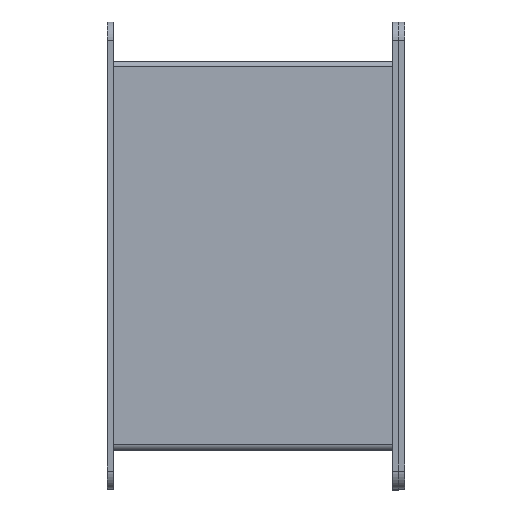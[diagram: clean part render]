
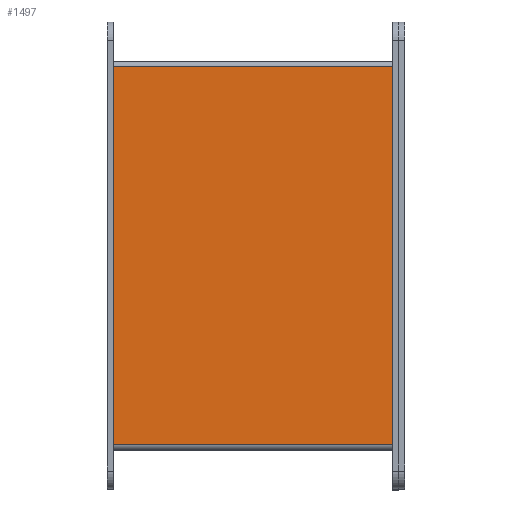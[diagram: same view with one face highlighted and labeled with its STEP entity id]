
A CAD part, top view. The second image highlights one B-rep face of the part: STEP entity #1497.
In plain terms, the highlighted planar face has unit normal (0, 0, 1).
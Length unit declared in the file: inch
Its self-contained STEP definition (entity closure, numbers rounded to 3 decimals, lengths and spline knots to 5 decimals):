
#292 = EDGE_LOOP ( 'NONE', ( #2724, #2155, #1570, #1295 ) ) ;
#329 = CARTESIAN_POINT ( 'NONE',  ( -2.875, 3.892, 4. ) ) ;
#366 = CARTESIAN_POINT ( 'NONE',  ( 2.875, -3.892, 4. ) ) ;
#388 = LINE ( 'NONE', #1239, #3450 ) ;
#433 = CARTESIAN_POINT ( 'NONE',  ( -2.875, 4., 4. ) ) ;
#448 = CARTESIAN_POINT ( 'NONE',  ( -2.875, -3.892, 4. ) ) ;
#530 = VECTOR ( 'NONE', #2283, 39.37008 ) ;
#609 = CARTESIAN_POINT ( 'NONE',  ( 2.875, 3.892, 4. ) ) ;
#630 = VERTEX_POINT ( 'NONE', #329 ) ;
#783 = VERTEX_POINT ( 'NONE', #609 ) ;
#860 = LINE ( 'NONE', #3531, #2251 ) ;
#895 = DIRECTION ( 'NONE',  ( 0., 0., -1. ) ) ;
#1188 = CARTESIAN_POINT ( 'NONE',  ( -2.875, -4., 4. ) ) ;
#1239 = CARTESIAN_POINT ( 'NONE',  ( 2.875, 3.927, 4. ) ) ;
#1295 = ORIENTED_EDGE ( 'NONE', *, *, #3069, .T. ) ;
#1318 = LINE ( 'NONE', #2575, #2636 ) ;
#1497 = ADVANCED_FACE ( 'NONE', ( #2367 ), #2068, .F. ) ;
#1570 = ORIENTED_EDGE ( 'NONE', *, *, #2046, .F. ) ;
#1575 = DIRECTION ( 'NONE',  ( 0., 1., 0. ) ) ;
#1688 = EDGE_CURVE ( 'NONE', #2131, #630, #1911, .T. ) ;
#1884 = DIRECTION ( 'NONE',  ( -1., 0., 0. ) ) ;
#1911 = LINE ( 'NONE', #433, #530 ) ;
#2046 = EDGE_CURVE ( 'NONE', #2314, #2131, #1318, .T. ) ;
#2068 = PLANE ( 'NONE',  #3763 ) ;
#2088 = DIRECTION ( 'NONE',  ( 0., 1., 0. ) ) ;
#2131 = VERTEX_POINT ( 'NONE', #448 ) ;
#2155 = ORIENTED_EDGE ( 'NONE', *, *, #1688, .F. ) ;
#2251 = VECTOR ( 'NONE', #3837, 39.37008 ) ;
#2283 = DIRECTION ( 'NONE',  ( 0., 1., 0. ) ) ;
#2314 = VERTEX_POINT ( 'NONE', #366 ) ;
#2367 = FACE_OUTER_BOUND ( 'NONE', #292, .T. ) ;
#2575 = CARTESIAN_POINT ( 'NONE',  ( -2.875, -3.892, 4. ) ) ;
#2636 = VECTOR ( 'NONE', #1884, 39.37008 ) ;
#2724 = ORIENTED_EDGE ( 'NONE', *, *, #3806, .F. ) ;
#3069 = EDGE_CURVE ( 'NONE', #2314, #783, #388, .T. ) ;
#3450 = VECTOR ( 'NONE', #1575, 39.37008 ) ;
#3531 = CARTESIAN_POINT ( 'NONE',  ( -2.875, 3.892, 4. ) ) ;
#3763 = AXIS2_PLACEMENT_3D ( 'NONE', #1188, #895, #2088 ) ;
#3806 = EDGE_CURVE ( 'NONE', #630, #783, #860, .T. ) ;
#3837 = DIRECTION ( 'NONE',  ( 1., 0., 0. ) ) ;
